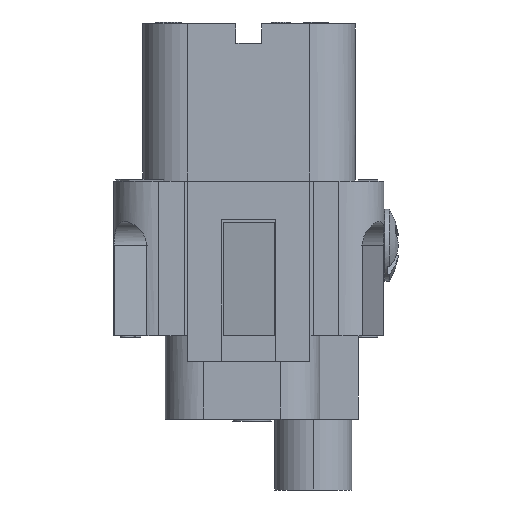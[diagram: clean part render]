
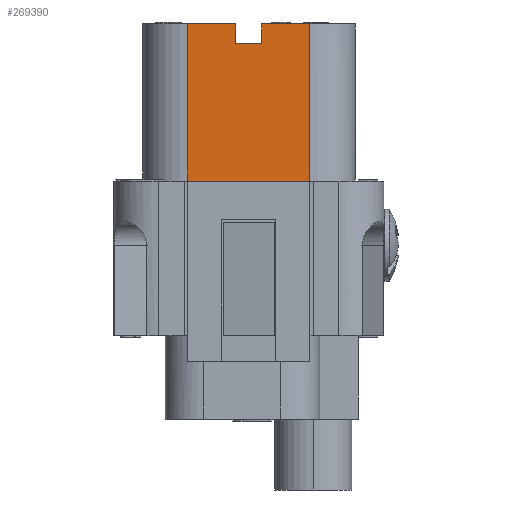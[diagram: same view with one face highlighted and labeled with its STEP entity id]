
A CAD part, left-side view. The second image highlights one B-rep face of the part: STEP entity #269390.
In plain terms, the highlighted planar face has unit normal (-1, 0, 0).
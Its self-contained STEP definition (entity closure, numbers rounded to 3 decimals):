
#200350=CARTESIAN_POINT('',(40.438,51.415,-48.2));
#200360=VERTEX_POINT('',#200350);
#200390=CARTESIAN_POINT('',(40.438,46.605,-48.2));
#200400=DIRECTION('',(0.,-1.,0.));
#200410=VECTOR('',#200400,1.);
#200420=LINE('',#200390,#200410);
#200430=CARTESIAN_POINT('',(40.438,47.665,-48.2));
#200440=VERTEX_POINT('',#200430);
#200450=EDGE_CURVE('',#200360,#200440,#200420,.T.);
#234000=CARTESIAN_POINT('',(40.438,41.915,-36.));
#234010=VERTEX_POINT('',#234000);
#234040=CARTESIAN_POINT('',(40.438,46.605,-36.));
#234050=DIRECTION('',(0.,-1.,0.));
#234060=VECTOR('',#234050,1.);
#234070=LINE('',#234040,#234060);
#234080=CARTESIAN_POINT('',(40.438,51.415,-36.));
#234090=VERTEX_POINT('',#234080);
#234100=EDGE_CURVE('',#234090,#234010,#234070,.T.);
#268730=CARTESIAN_POINT('',(40.438,41.915,-48.2));
#268740=VERTEX_POINT('',#268730);
#268770=CARTESIAN_POINT('',(40.438,41.915,-24.));
#268780=DIRECTION('',(0.,0.,1.));
#268790=VECTOR('',#268780,1.);
#268800=LINE('',#268770,#268790);
#268810=EDGE_CURVE('',#268740,#234010,#268800,.T.);
#268930=CARTESIAN_POINT('',(40.438,59.687,-48.2));
#268940=DIRECTION('',(1.,0.,0.));
#268950=DIRECTION('',(0.,1.,0.));
#268960=AXIS2_PLACEMENT_3D('',#268930,#268940,#268950);
#268970=PLANE('',#268960);
#268980=ORIENTED_EDGE('',*,*,#234100,.F.);
#268990=ORIENTED_EDGE('',*,*,#268810,.T.);
#269000=CARTESIAN_POINT('',(40.438,46.605,-48.2));
#269010=DIRECTION('',(0.,-1.,0.));
#269020=VECTOR('',#269010,1.);
#269030=LINE('',#269000,#269020);
#269040=CARTESIAN_POINT('',(40.438,45.665,-48.2));
#269050=VERTEX_POINT('',#269040);
#269060=EDGE_CURVE('',#269050,#268740,#269030,.T.);
#269070=ORIENTED_EDGE('',*,*,#269060,.T.);
#269080=CARTESIAN_POINT('',(40.438,45.665,-24.));
#269090=DIRECTION('',(0.,0.,1.));
#269100=VECTOR('',#269090,1.);
#269110=LINE('',#269080,#269100);
#269120=CARTESIAN_POINT('',(40.438,45.665,-46.7));
#269130=VERTEX_POINT('',#269120);
#269140=EDGE_CURVE('',#269050,#269130,#269110,.T.);
#269150=ORIENTED_EDGE('',*,*,#269140,.F.);
#269160=CARTESIAN_POINT('',(40.438,46.605,-46.7));
#269170=DIRECTION('',(0.,1.,0.));
#269180=VECTOR('',#269170,1.);
#269190=LINE('',#269160,#269180);
#269200=CARTESIAN_POINT('',(40.438,47.665,-46.7));
#269210=VERTEX_POINT('',#269200);
#269220=EDGE_CURVE('',#269130,#269210,#269190,.T.);
#269230=ORIENTED_EDGE('',*,*,#269220,.F.);
#269240=CARTESIAN_POINT('',(40.438,47.665,-24.));
#269250=DIRECTION('',(0.,0.,-1.));
#269260=VECTOR('',#269250,1.);
#269270=LINE('',#269240,#269260);
#269280=EDGE_CURVE('',#269210,#200440,#269270,.T.);
#269290=ORIENTED_EDGE('',*,*,#269280,.F.);
#269300=ORIENTED_EDGE('',*,*,#200450,.T.);
#269310=CARTESIAN_POINT('',(40.438,51.415,-24.));
#269320=DIRECTION('',(0.,0.,-1.));
#269330=VECTOR('',#269320,1.);
#269340=LINE('',#269310,#269330);
#269350=EDGE_CURVE('',#234090,#200360,#269340,.T.);
#269360=ORIENTED_EDGE('',*,*,#269350,.T.);
#269370=EDGE_LOOP('',(#269360,#269300,#269290,#269230,#269150,#269070,
#268990,#268980));
#269380=FACE_OUTER_BOUND('',#269370,.T.);
#269390=ADVANCED_FACE('',(#269380),#268970,.F.);
